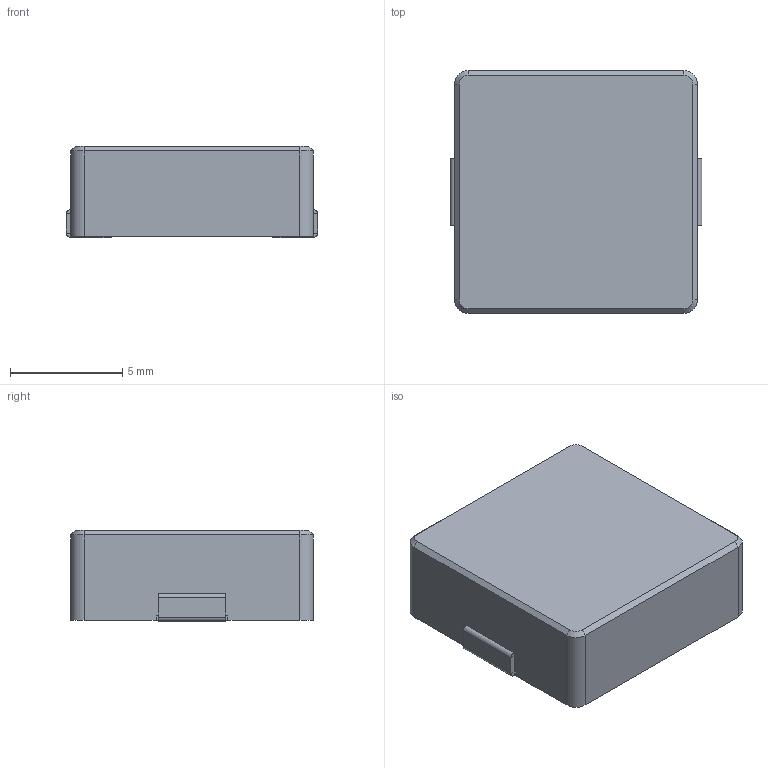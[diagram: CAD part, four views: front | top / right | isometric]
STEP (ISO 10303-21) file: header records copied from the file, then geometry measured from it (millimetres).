
FILE_DESCRIPTION(('FreeCAD Model'),'2;1');
FILE_NAME('JSHC1040.step', '2020-04-04T17:46:21',('Author'),(''), 'Open CASCADE STEP processor 7.3','FreeCAD','Unknown');
FILE_SCHEMA(('AUTOMOTIVE_DESIGN { 1 0 10303 214 1 1 1 1 }'));
Length unit declared in the file: millimetre
Products named in the file (3): Part; Body; PIN
Assembly tree (2 placements, depth 2):
  Part
    Body
    PIN
Bounding box: 11.2 x 10.8 x 4.05 mm (x, y, z)
Volume: 472.1 mm3; surface area: 506.1 mm2
Topology: 2 solids, 2 shells, 60 faces, 128 edges, 72 vertices
Faces by surface type: plane 48, cylinder 8, cone 4
Entity records: 3294 total; most frequent: CARTESIAN_POINT 543, DIRECTION 526, LINE 348, VECTOR 348, ORIENTED_EDGE 256, PCURVE 256, DEFINITIONAL_REPRESENTATION 256, EDGE_CURVE 128
